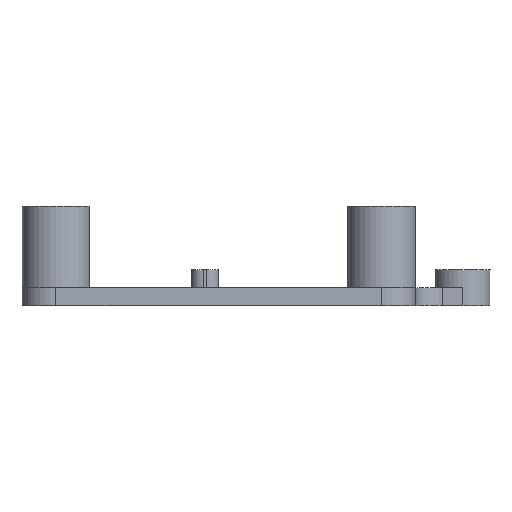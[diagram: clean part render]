
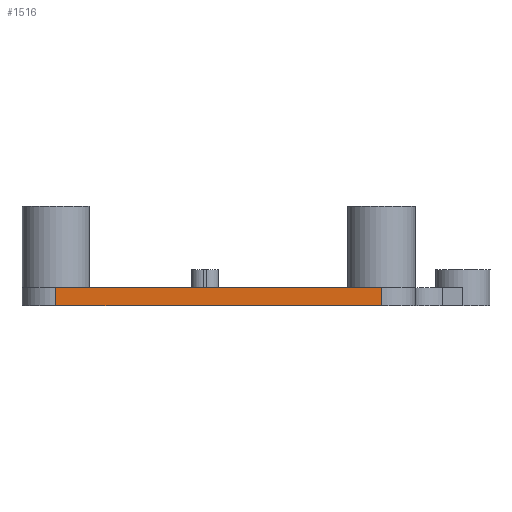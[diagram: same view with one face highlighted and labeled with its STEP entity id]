
A CAD part, left-side view. The second image highlights one B-rep face of the part: STEP entity #1516.
In plain terms, the highlighted planar face has unit normal (-1, 0, 0).
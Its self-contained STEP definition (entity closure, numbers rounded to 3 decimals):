
#289 = VERTEX_POINT('',#290);
#290 = CARTESIAN_POINT('',(-62.95,31.5,0.));
#297 = EDGE_CURVE('',#298,#289,#300,.T.);
#298 = VERTEX_POINT('',#299);
#299 = CARTESIAN_POINT('',(-62.95,-4.5,0.));
#300 = LINE('',#301,#302);
#301 = CARTESIAN_POINT('',(-62.95,-4.5,0.));
#302 = VECTOR('',#303,1.);
#303 = DIRECTION('',(0.,1.,0.));
#1473 = VERTEX_POINT('',#1474);
#1474 = CARTESIAN_POINT('',(-62.95,31.5,2.));
#1481 = EDGE_CURVE('',#289,#1473,#1482,.T.);
#1482 = LINE('',#1483,#1484);
#1483 = CARTESIAN_POINT('',(-62.95,31.5,0.));
#1484 = VECTOR('',#1485,1.);
#1485 = DIRECTION('',(0.,0.,1.));
#1516 = ADVANCED_FACE('',(#1517),#1535,.T.);
#1517 = FACE_BOUND('',#1518,.T.);
#1518 = EDGE_LOOP('',(#1519,#1527,#1533,#1534));
#1519 = ORIENTED_EDGE('',*,*,#1520,.T.);
#1520 = EDGE_CURVE('',#298,#1521,#1523,.T.);
#1521 = VERTEX_POINT('',#1522);
#1522 = CARTESIAN_POINT('',(-62.95,-4.5,2.));
#1523 = LINE('',#1524,#1525);
#1524 = CARTESIAN_POINT('',(-62.95,-4.5,0.));
#1525 = VECTOR('',#1526,1.);
#1526 = DIRECTION('',(0.,0.,1.));
#1527 = ORIENTED_EDGE('',*,*,#1528,.T.);
#1528 = EDGE_CURVE('',#1521,#1473,#1529,.T.);
#1529 = LINE('',#1530,#1531);
#1530 = CARTESIAN_POINT('',(-62.95,-4.5,2.));
#1531 = VECTOR('',#1532,1.);
#1532 = DIRECTION('',(0.,1.,0.));
#1533 = ORIENTED_EDGE('',*,*,#1481,.F.);
#1534 = ORIENTED_EDGE('',*,*,#297,.F.);
#1535 = PLANE('',#1536);
#1536 = AXIS2_PLACEMENT_3D('',#1537,#1538,#1539);
#1537 = CARTESIAN_POINT('',(-62.95,-4.5,0.));
#1538 = DIRECTION('',(-1.,0.,0.));
#1539 = DIRECTION('',(0.,1.,0.));
